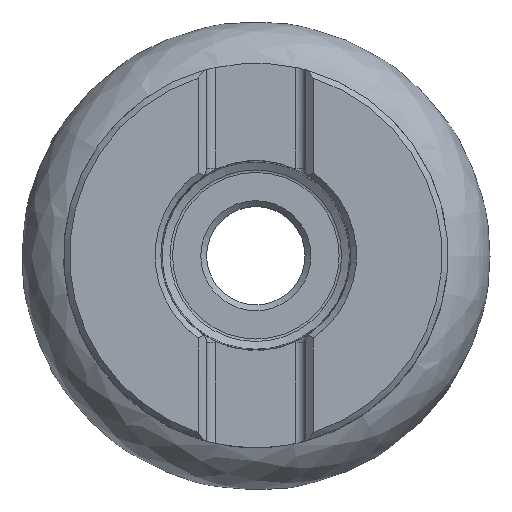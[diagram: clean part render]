
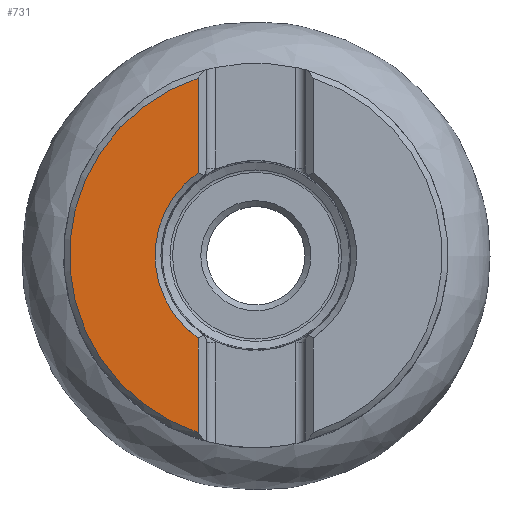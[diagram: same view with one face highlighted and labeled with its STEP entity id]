
A CAD part, top view. The second image highlights one B-rep face of the part: STEP entity #731.
In plain terms, the highlighted planar face has unit normal (0, 0, 1).
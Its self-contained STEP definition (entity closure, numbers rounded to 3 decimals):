
#56=PLANE('',#940);
#71=FACE_OUTER_BOUND('',#239,.T.);
#152=LINE('',#6291,#184);
#153=LINE('',#6295,#185);
#184=VECTOR('',#1092,1.);
#185=VECTOR('',#1095,1.);
#239=EDGE_LOOP('',(#343,#344,#345,#346));
#343=ORIENTED_EDGE('',*,*,#566,.F.);
#344=ORIENTED_EDGE('',*,*,#567,.T.);
#345=ORIENTED_EDGE('',*,*,#568,.F.);
#346=ORIENTED_EDGE('',*,*,#555,.T.);
#555=EDGE_CURVE('',#849,#850,#657,.T.);
#566=EDGE_CURVE('',#857,#850,#152,.T.);
#567=EDGE_CURVE('',#857,#858,#664,.T.);
#568=EDGE_CURVE('',#849,#858,#153,.T.);
#657=CIRCLE('',#924,15.9);
#664=CIRCLE('',#939,8.599);
#731=ADVANCED_FACE('',(#71),#56,.T.);
#849=VERTEX_POINT('',#6253);
#850=VERTEX_POINT('',#6254);
#857=VERTEX_POINT('',#6292);
#858=VERTEX_POINT('',#6294);
#924=AXIS2_PLACEMENT_3D('',#6252,#1062,#1063);
#939=AXIS2_PLACEMENT_3D('',#6293,#1093,#1094);
#940=AXIS2_PLACEMENT_3D('',#6296,#1096,#1097);
#1062=DIRECTION('',(0.,0.,1.));
#1063=DIRECTION('',(0.052,-0.999,0.));
#1092=DIRECTION('',(0.,-1.,0.));
#1093=DIRECTION('',(0.,0.,-1.));
#1094=DIRECTION('',(-1.,0.,0.));
#1095=DIRECTION('',(0.,-1.,0.));
#1096=DIRECTION('',(0.,0.,1.));
#1097=DIRECTION('',(0.052,-0.999,0.));
#6252=CARTESIAN_POINT('',(0.,0.,0.));
#6253=CARTESIAN_POINT('',(-4.922,15.119,0.));
#6254=CARTESIAN_POINT('',(-4.923,-15.119,0.));
#6291=CARTESIAN_POINT('',(-4.923,-17.268,0.));
#6292=CARTESIAN_POINT('',(-4.923,-7.051,0.));
#6293=CARTESIAN_POINT('',(0.,0.,0.));
#6294=CARTESIAN_POINT('',(-4.922,7.051,0.));
#6295=CARTESIAN_POINT('',(-4.923,-17.268,0.));
#6296=CARTESIAN_POINT('',(0.,0.,0.));
